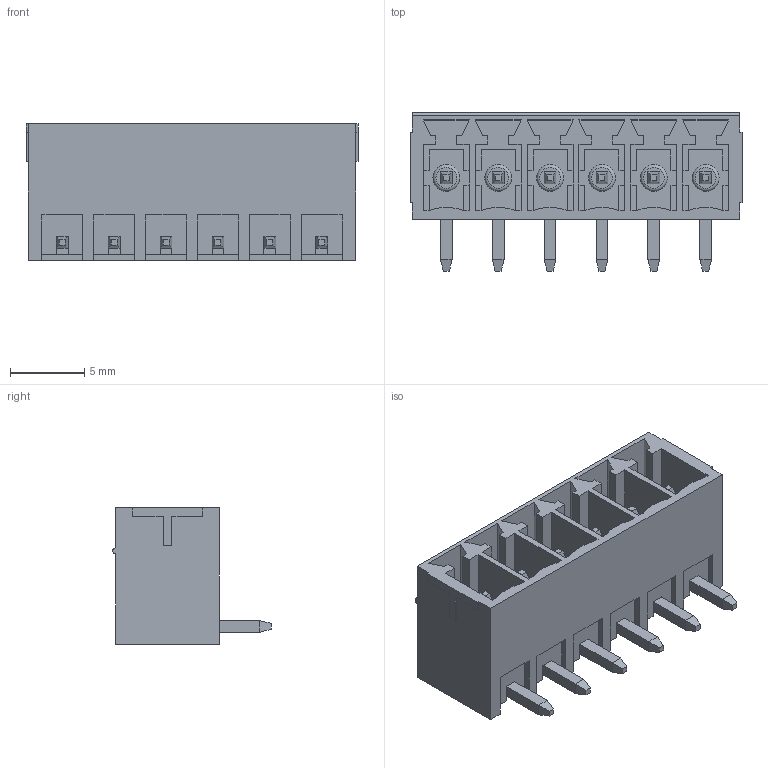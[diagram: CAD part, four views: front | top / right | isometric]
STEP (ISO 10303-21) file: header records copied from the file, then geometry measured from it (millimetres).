
FILE_DESCRIPTION( ( 'Unknown' ), '1' );
FILE_NAME( '691322110006.stp', 'Unknown', ( 'Unknown' ), ( 'Unknown' ), 'PSStep 18.0.17', 'Unknown', ' ' );
FILE_SCHEMA( ( 'AUTOMOTIVE_DESIGN { 1 0 10303 214 1 1 1 1 }' ) );
Length unit declared in the file: millimetre
Products named in the file (3): Assem1; 6913221100xx_PIN; 691322110006
Assembly tree (7 placements, depth 2):
  Assem1
    6913221100xx_PIN  x6
    691322110006
Bounding box: 22.4 x 10.7 x 9.2 mm (x, y, z)
Volume: 669.8 mm3; surface area: 2290.1 mm2
Topology: 7 solids, 7 shells, 372 faces, 996 edges, 644 vertices
Faces by surface type: plane 347, cylinder 19, torus 6
Full cylindrical faces by diameter (mm): 1.8 x6
Entity records: 11399 total; most frequent: CARTESIAN_POINT 1616, ORIENTED_EDGE 1586, DIRECTION 1417, EDGE_CURVE 793, LINE 759, VECTOR 759, VERTEX_POINT 528, AXIS2_PLACEMENT_3D 329
